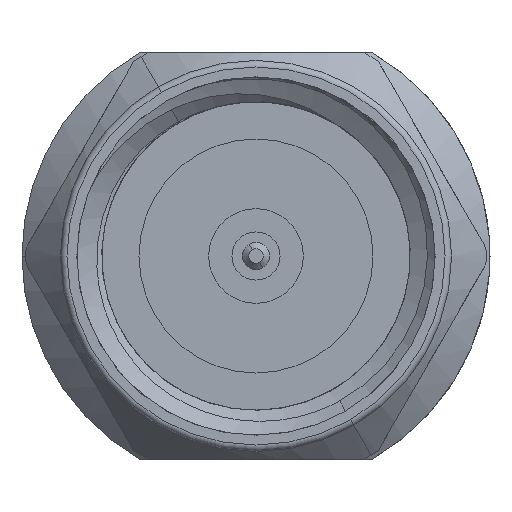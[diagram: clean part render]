
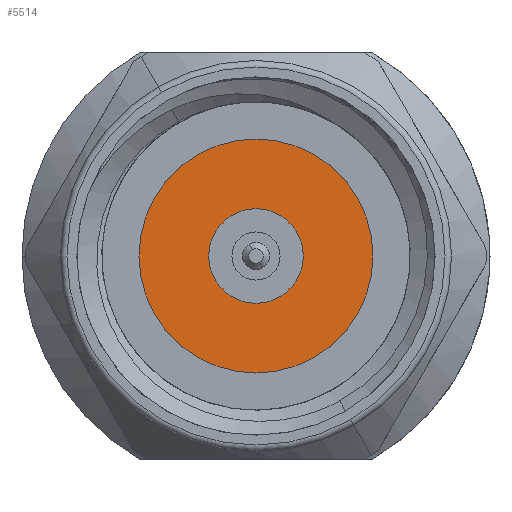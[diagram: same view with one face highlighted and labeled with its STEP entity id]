
A CAD part, left-side view. The second image highlights one B-rep face of the part: STEP entity #5514.
In plain terms, the highlighted planar face has unit normal (-1, 0, 0).
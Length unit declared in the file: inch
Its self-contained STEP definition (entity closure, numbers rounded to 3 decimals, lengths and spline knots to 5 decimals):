
#434 = DIRECTION ( 'NONE',  ( 0., -0.5, -0.866 ) ) ;
#467 = ORIENTED_EDGE ( 'NONE', *, *, #473, .F. ) ;
#468 = CARTESIAN_POINT ( 'NONE',  ( 0.05165, 0., 0. ) ) ;
#473 = EDGE_CURVE ( 'NONE', #3788, #4673, #2711, .T. ) ;
#507 = CIRCLE ( 'NONE', #2304, 0.03642 ) ;
#895 = EDGE_CURVE ( 'NONE', #4673, #3788, #5159, .T. ) ;
#958 = CARTESIAN_POINT ( 'NONE',  ( 0.05165, 0.01821, 0.03154 ) ) ;
#1027 = ORIENTED_EDGE ( 'NONE', *, *, #5275, .F. ) ;
#1559 = CARTESIAN_POINT ( 'NONE',  ( 0.05165, 0.13027, -0.07521 ) ) ;
#1597 = DIRECTION ( 'NONE',  ( 0., -0.5, -0.866 ) ) ;
#1644 = AXIS2_PLACEMENT_3D ( 'NONE', #1559, #3146, #434 ) ;
#2071 = EDGE_LOOP ( 'NONE', ( #467, #5725 ) ) ;
#2124 = EDGE_LOOP ( 'NONE', ( #1027, #4190 ) ) ;
#2202 = CARTESIAN_POINT ( 'NONE',  ( 0.05165, 0., 0. ) ) ;
#2304 = AXIS2_PLACEMENT_3D ( 'NONE', #5103, #3506, #3550 ) ;
#2480 = VERTEX_POINT ( 'NONE', #6620 ) ;
#2623 = FACE_OUTER_BOUND ( 'NONE', #2071, .T. ) ;
#2711 = CIRCLE ( 'NONE', #4276, 0.09 ) ;
#2724 = DIRECTION ( 'NONE',  ( 1., 0., 0. ) ) ;
#3146 = DIRECTION ( 'NONE',  ( 1., 0., 0. ) ) ;
#3246 = CARTESIAN_POINT ( 'NONE',  ( 0.05165, 0., 0. ) ) ;
#3261 = DIRECTION ( 'NONE',  ( 0., 0.5, 0.866 ) ) ;
#3357 = VERTEX_POINT ( 'NONE', #958 ) ;
#3506 = DIRECTION ( 'NONE',  ( -1., 0., 0. ) ) ;
#3550 = DIRECTION ( 'NONE',  ( 0., 0.5, 0.866 ) ) ;
#3670 = EDGE_CURVE ( 'NONE', #2480, #3357, #507, .T. ) ;
#3752 = CARTESIAN_POINT ( 'NONE',  ( 0.05165, 0.045, 0.07794 ) ) ;
#3788 = VERTEX_POINT ( 'NONE', #5434 ) ;
#3898 = FACE_BOUND ( 'NONE', #2124, .T. ) ;
#4072 = PLANE ( 'NONE',  #1644 ) ;
#4190 = ORIENTED_EDGE ( 'NONE', *, *, #3670, .F. ) ;
#4245 = DIRECTION ( 'NONE',  ( 0., -0.5, -0.866 ) ) ;
#4276 = AXIS2_PLACEMENT_3D ( 'NONE', #3246, #5370, #1597 ) ;
#4673 = VERTEX_POINT ( 'NONE', #3752 ) ;
#4955 = DIRECTION ( 'NONE',  ( -1., 0., 0. ) ) ;
#5103 = CARTESIAN_POINT ( 'NONE',  ( 0.05165, 0., 0. ) ) ;
#5159 = CIRCLE ( 'NONE', #6886, 0.09 ) ;
#5275 = EDGE_CURVE ( 'NONE', #3357, #2480, #5568, .T. ) ;
#5370 = DIRECTION ( 'NONE',  ( 1., 0., 0. ) ) ;
#5434 = CARTESIAN_POINT ( 'NONE',  ( 0.05165, -0.045, -0.07794 ) ) ;
#5514 = ADVANCED_FACE ( 'NONE', ( #2623, #3898 ), #4072, .F. ) ;
#5568 = CIRCLE ( 'NONE', #6866, 0.03642 ) ;
#5725 = ORIENTED_EDGE ( 'NONE', *, *, #895, .F. ) ;
#6620 = CARTESIAN_POINT ( 'NONE',  ( 0.05165, -0.01821, -0.03154 ) ) ;
#6866 = AXIS2_PLACEMENT_3D ( 'NONE', #2202, #4955, #3261 ) ;
#6886 = AXIS2_PLACEMENT_3D ( 'NONE', #468, #2724, #4245 ) ;
